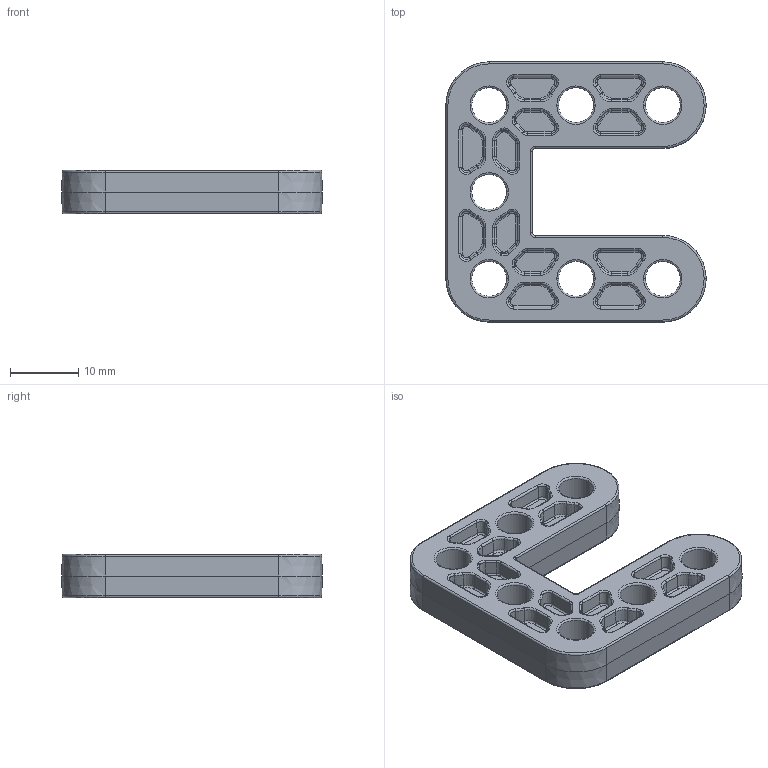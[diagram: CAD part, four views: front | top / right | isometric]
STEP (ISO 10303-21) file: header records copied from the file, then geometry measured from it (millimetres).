
FILE_DESCRIPTION (( 'STEP AP214' ), '1' );
FILE_NAME ('am-5008_3x3 RoBits 3×3 U Gusset.STEP', '2023-03-23T21:08:52', ( '' ), ( '' ), 'SwSTEP 2.0', 'SolidWorks 2022', '' );
FILE_SCHEMA (( 'AUTOMOTIVE_DESIGN' ));
Length unit declared in the file: inch
Products named in the file (1): am-5008_3x3 RoBits 3×3 U Gusset
Bounding box: 38.1 x 38.1 x 6.35 mm (x, y, z)
Volume: 4807.7 mm3; surface area: 4560.2 mm2
Topology: 1 solids, 1 shells, 796 faces, 1800 edges, 1030 vertices
Faces by surface type: torus 380, cone 184, cylinder 138, plane 94
Entity records: 22432 total; most frequent: DIRECTION 4674, CARTESIAN_POINT 3627, ORIENTED_EDGE 3600, AXIS2_PLACEMENT_3D 2077, EDGE_CURVE 1800, CIRCLE 1280, VERTEX_POINT 1030, EDGE_LOOP 834
